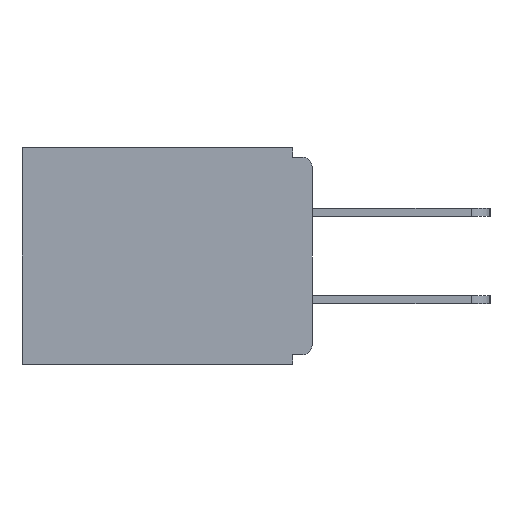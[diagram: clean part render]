
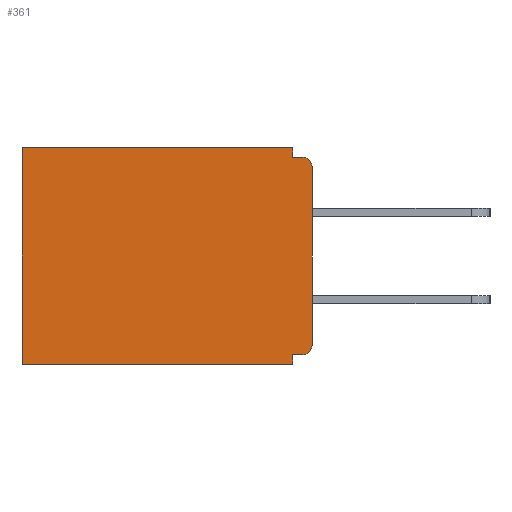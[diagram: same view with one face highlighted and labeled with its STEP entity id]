
A CAD part, left-side view. The second image highlights one B-rep face of the part: STEP entity #361.
In plain terms, the highlighted planar face has unit normal (-1, 0, 0).
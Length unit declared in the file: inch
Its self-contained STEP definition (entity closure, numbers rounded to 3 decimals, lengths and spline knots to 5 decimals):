
#361 = ADVANCED_FACE ( 'NONE', ( #15336 ), #544, .F. ) ;
#511 = EDGE_CURVE ( 'NONE', #3004, #12099, #6698, .T. ) ;
#544 = PLANE ( 'NONE',  #15987 ) ;
#587 = CARTESIAN_POINT ( 'NONE',  ( 0.298, 0., -0.015 ) ) ;
#794 = ORIENTED_EDGE ( 'NONE', *, *, #511, .T. ) ;
#954 = VECTOR ( 'NONE', #11447, 39.37008 ) ;
#1477 = VECTOR ( 'NONE', #3277, 39.37008 ) ;
#1544 = CARTESIAN_POINT ( 'NONE',  ( 0.298, 0.031, -0.343 ) ) ;
#1991 = LINE ( 'NONE', #18153, #17255 ) ;
#2327 = EDGE_CURVE ( 'NONE', #4017, #5908, #7969, .T. ) ;
#2613 = AXIS2_PLACEMENT_3D ( 'NONE', #7902, #12180, #3686 ) ;
#2848 = EDGE_CURVE ( 'NONE', #5523, #5777, #15942, .T. ) ;
#2908 = LINE ( 'NONE', #15007, #11547 ) ;
#3004 = VERTEX_POINT ( 'NONE', #3926 ) ;
#3277 = DIRECTION ( 'NONE',  ( 0., -1., 0. ) ) ;
#3367 = CARTESIAN_POINT ( 'NONE',  ( 0.298, 0., 0. ) ) ;
#3686 = DIRECTION ( 'NONE',  ( 0., 0., -1. ) ) ;
#3874 = AXIS2_PLACEMENT_3D ( 'NONE', #14963, #8133, #10749 ) ;
#3926 = CARTESIAN_POINT ( 'NONE',  ( 0.298, 0., -0.03 ) ) ;
#4017 = VERTEX_POINT ( 'NONE', #18129 ) ;
#4198 = DIRECTION ( 'NONE',  ( 0., 0., -1. ) ) ;
#4235 = DIRECTION ( 'NONE',  ( 0., 1., 0. ) ) ;
#4428 = ORIENTED_EDGE ( 'NONE', *, *, #15821, .T. ) ;
#4622 = CARTESIAN_POINT ( 'NONE',  ( 0.298, 0.46, -0.343 ) ) ;
#4820 = LINE ( 'NONE', #16545, #10377 ) ;
#5015 = CARTESIAN_POINT ( 'NONE',  ( 0.298, 0., -0.313 ) ) ;
#5390 = DIRECTION ( 'NONE',  ( 0., 1., 0. ) ) ;
#5523 = VERTEX_POINT ( 'NONE', #8640 ) ;
#5777 = VERTEX_POINT ( 'NONE', #8069 ) ;
#5908 = VERTEX_POINT ( 'NONE', #4622 ) ;
#6676 = VERTEX_POINT ( 'NONE', #5015 ) ;
#6698 = CIRCLE ( 'NONE', #3874, 0.015 ) ;
#7079 = VECTOR ( 'NONE', #4235, 39.37008 ) ;
#7081 = ORIENTED_EDGE ( 'NONE', *, *, #2327, .T. ) ;
#7112 = CARTESIAN_POINT ( 'NONE',  ( 0.298, 0.031, -0.015 ) ) ;
#7584 = CARTESIAN_POINT ( 'NONE',  ( 0.298, 0.031, 0. ) ) ;
#7866 = VERTEX_POINT ( 'NONE', #12832 ) ;
#7902 = CARTESIAN_POINT ( 'NONE',  ( 0.298, 0.015, -0.313 ) ) ;
#7969 = LINE ( 'NONE', #14078, #12191 ) ;
#8042 = EDGE_CURVE ( 'NONE', #18208, #12099, #16095, .T. ) ;
#8069 = CARTESIAN_POINT ( 'NONE',  ( 0.298, 0.031, -0.328 ) ) ;
#8133 = DIRECTION ( 'NONE',  ( -1., 0., 0. ) ) ;
#8640 = CARTESIAN_POINT ( 'NONE',  ( 0.298, 0.015, -0.328 ) ) ;
#8761 = EDGE_CURVE ( 'NONE', #12540, #18208, #16295, .T. ) ;
#9100 = EDGE_LOOP ( 'NONE', ( #794, #17030, #16506, #4428, #7081, #11293, #17903, #11395, #12718, #12172 ) ) ;
#10377 = VECTOR ( 'NONE', #5390, 39.37008 ) ;
#10749 = DIRECTION ( 'NONE',  ( 0., 0., -1. ) ) ;
#11293 = ORIENTED_EDGE ( 'NONE', *, *, #17394, .F. ) ;
#11310 = CARTESIAN_POINT ( 'NONE',  ( 0.298, 0., -0.328 ) ) ;
#11395 = ORIENTED_EDGE ( 'NONE', *, *, #2848, .F. ) ;
#11447 = DIRECTION ( 'NONE',  ( 0., 0., -1. ) ) ;
#11547 = VECTOR ( 'NONE', #18060, 39.37008 ) ;
#12099 = VERTEX_POINT ( 'NONE', #15867 ) ;
#12172 = ORIENTED_EDGE ( 'NONE', *, *, #16891, .F. ) ;
#12180 = DIRECTION ( 'NONE',  ( -1., 0., 0. ) ) ;
#12191 = VECTOR ( 'NONE', #4198, 39.37008 ) ;
#12540 = VERTEX_POINT ( 'NONE', #7584 ) ;
#12718 = ORIENTED_EDGE ( 'NONE', *, *, #13133, .T. ) ;
#12753 = VECTOR ( 'NONE', #18119, 39.37008 ) ;
#12832 = CARTESIAN_POINT ( 'NONE',  ( 0.298, 0.031, -0.343 ) ) ;
#13133 = EDGE_CURVE ( 'NONE', #5523, #6676, #13407, .T. ) ;
#13286 = DIRECTION ( 'NONE',  ( 1., 0., 0. ) ) ;
#13407 = CIRCLE ( 'NONE', #2613, 0.015 ) ;
#14036 = CARTESIAN_POINT ( 'NONE',  ( 0.298, 0.031, -0.343 ) ) ;
#14078 = CARTESIAN_POINT ( 'NONE',  ( 0.298, 0.46, 0. ) ) ;
#14244 = LINE ( 'NONE', #1544, #954 ) ;
#14963 = CARTESIAN_POINT ( 'NONE',  ( 0.298, 0.015, -0.03 ) ) ;
#15007 = CARTESIAN_POINT ( 'NONE',  ( 0.298, 0., 0. ) ) ;
#15243 = EDGE_CURVE ( 'NONE', #5777, #7866, #14244, .T. ) ;
#15336 = FACE_OUTER_BOUND ( 'NONE', #9100, .T. ) ;
#15821 = EDGE_CURVE ( 'NONE', #12540, #4017, #2908, .T. ) ;
#15867 = CARTESIAN_POINT ( 'NONE',  ( 0.298, 0.015, -0.015 ) ) ;
#15942 = LINE ( 'NONE', #11310, #7079 ) ;
#15987 = AXIS2_PLACEMENT_3D ( 'NONE', #3367, #13286, #17480 ) ;
#16095 = LINE ( 'NONE', #587, #1477 ) ;
#16295 = LINE ( 'NONE', #14036, #12753 ) ;
#16506 = ORIENTED_EDGE ( 'NONE', *, *, #8761, .F. ) ;
#16545 = CARTESIAN_POINT ( 'NONE',  ( 0.298, 0., -0.343 ) ) ;
#16838 = DIRECTION ( 'NONE',  ( 0., 0., -1. ) ) ;
#16891 = EDGE_CURVE ( 'NONE', #3004, #6676, #1991, .T. ) ;
#17030 = ORIENTED_EDGE ( 'NONE', *, *, #8042, .F. ) ;
#17255 = VECTOR ( 'NONE', #16838, 39.37008 ) ;
#17394 = EDGE_CURVE ( 'NONE', #7866, #5908, #4820, .T. ) ;
#17480 = DIRECTION ( 'NONE',  ( 0., 0., -1. ) ) ;
#17903 = ORIENTED_EDGE ( 'NONE', *, *, #15243, .F. ) ;
#18060 = DIRECTION ( 'NONE',  ( 0., 1., 0. ) ) ;
#18119 = DIRECTION ( 'NONE',  ( 0., 0., -1. ) ) ;
#18129 = CARTESIAN_POINT ( 'NONE',  ( 0.298, 0.46, 0. ) ) ;
#18153 = CARTESIAN_POINT ( 'NONE',  ( 0.298, 0., 0. ) ) ;
#18208 = VERTEX_POINT ( 'NONE', #7112 ) ;
